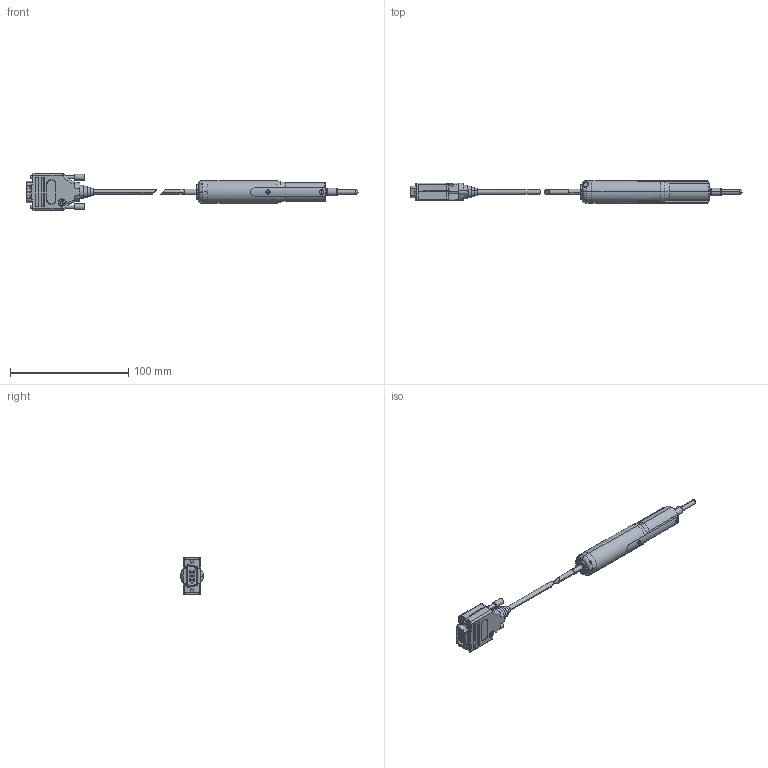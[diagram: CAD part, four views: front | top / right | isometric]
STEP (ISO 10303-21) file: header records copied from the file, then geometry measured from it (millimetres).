
FILE_DESCRIPTION (( 'STEP AP214' ), '1' );
FILE_NAME ('ZST213.STEP', '2013-06-04T08:48:00', ( '' ), ( '' ), 'SwSTEP 2.0', 'SolidWorks 2012', '' );
FILE_SCHEMA (( 'AUTOMOTIVE_DESIGN' ));
Length unit declared in the file: millimetre
Products named in the file (1): ZST213
Bounding box: 280.58 x 19 x 31 mm (x, y, z)
Surface area: 17790.1 mm2 (no closed solid volume)
Topology: 0 solids, 30 shells, 509 faces, 1778 edges, 1256 vertices
Faces by surface type: cylinder 212, plane 180, torus 49, bspline 39, cone 27, sphere 2
Entity records: 27234 total; most frequent: CARTESIAN_POINT 7019, DIRECTION 2966, ORIENTED_EDGE 2884, EDGE_CURVE 1718, VERTEX_POINT 1256, AXIS2_PLACEMENT_3D 1090, LINE 786, VECTOR 786
